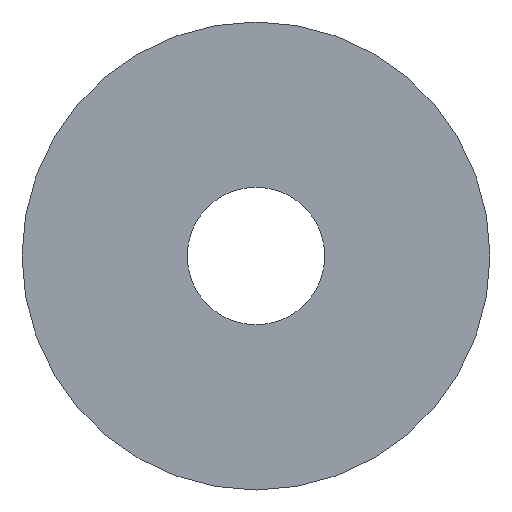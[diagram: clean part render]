
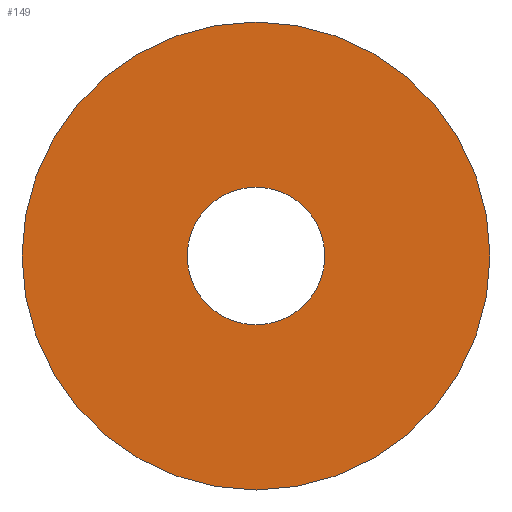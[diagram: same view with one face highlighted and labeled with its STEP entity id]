
A CAD part, left-side view. The second image highlights one B-rep face of the part: STEP entity #149.
In plain terms, the highlighted planar face has unit normal (-1, 0, 0).
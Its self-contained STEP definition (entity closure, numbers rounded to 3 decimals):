
#46=FACE_BOUND('',#69,.T.);
#54=FACE_OUTER_BOUND('',#68,.T.);
#68=EDGE_LOOP('',(#127));
#69=EDGE_LOOP('',(#128));
#79=CIRCLE('',#191,8.5);
#81=CIRCLE('',#195,2.5);
#89=VERTEX_POINT('',#283);
#91=VERTEX_POINT('',#290);
#102=EDGE_CURVE('',#89,#89,#79,.T.);
#104=EDGE_CURVE('',#91,#91,#81,.T.);
#127=ORIENTED_EDGE('',*,*,#102,.T.);
#128=ORIENTED_EDGE('',*,*,#104,.T.);
#141=PLANE('',#194);
#149=ADVANCED_FACE('',(#54,#46),#141,.F.);
#191=AXIS2_PLACEMENT_3D('',#285,#235,#236);
#194=AXIS2_PLACEMENT_3D('',#289,#241,#242);
#195=AXIS2_PLACEMENT_3D('',#291,#243,#244);
#235=DIRECTION('center_axis',(-1.,0.,0.));
#236=DIRECTION('ref_axis',(0.,-1.,0.));
#241=DIRECTION('center_axis',(1.,0.,0.));
#242=DIRECTION('ref_axis',(0.,0.,-1.));
#243=DIRECTION('center_axis',(1.,0.,0.));
#244=DIRECTION('ref_axis',(0.,0.,-1.));
#283=CARTESIAN_POINT('',(0.,8.5,0.));
#285=CARTESIAN_POINT('Origin',(0.,0.,0.));
#289=CARTESIAN_POINT('Origin',(0.,0.,0.));
#290=CARTESIAN_POINT('',(0.,0.,2.5));
#291=CARTESIAN_POINT('Origin',(0.,0.,0.));
